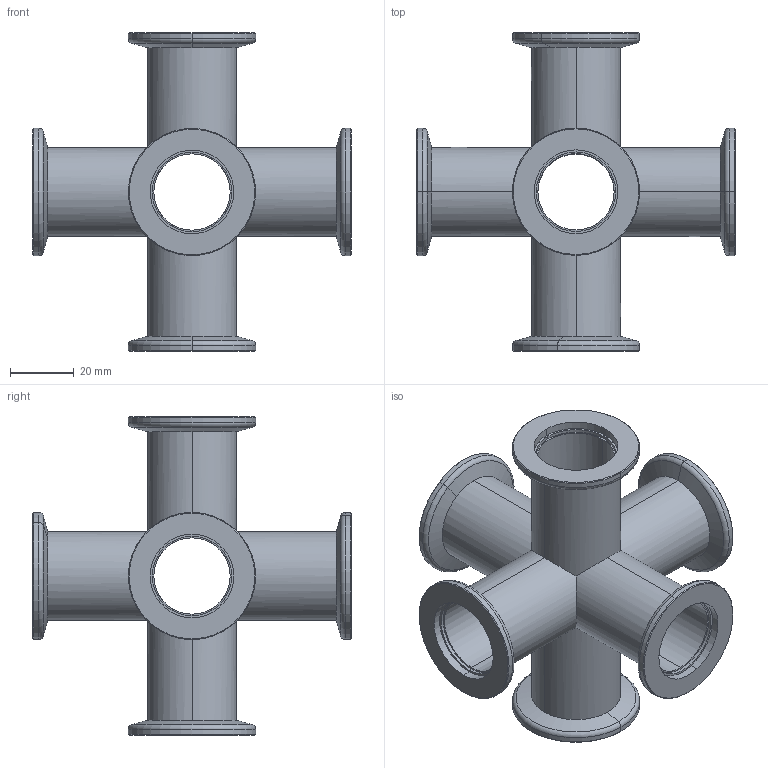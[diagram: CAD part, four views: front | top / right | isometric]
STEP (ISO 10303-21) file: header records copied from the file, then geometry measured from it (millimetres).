
FILE_DESCRIPTION (( 'STEP AP214' ), '1' );
FILE_NAME ('Hositrad_KX6-25-28.STEP', '2011-09-28T12:07:59', ( '' ), ( '' ), 'SwSTEP 2.0', 'SolidWorks 2011', '' );
FILE_SCHEMA (( 'AUTOMOTIVE_DESIGN' ));
Length unit declared in the file: millimetre
Products named in the file (3): Equal6way_25-28; KF25-WS_KF25-28Ws; Hositrad_KX6-25-28
Assembly tree (7 placements, depth 2):
  Hositrad_KX6-25-28
    KF25-WS_KF25-28Ws  x6
    Equal6way_25-28
Bounding box: 100 x 100 x 100 mm (x, y, z)
Volume: 50088.8 mm3; surface area: 48456.5 mm2
Topology: 7 solids, 7 shells, 152 faces, 332 edges, 196 vertices
Faces by surface type: cylinder 72, cone 24, plane 24, torus 12, bspline 12, sphere 8
Entity records: 2700 total; most frequent: CARTESIAN_POINT 1139, ORIENTED_EDGE 324, DIRECTION 306, EDGE_CURVE 162, AXIS2_PLACEMENT_3D 135, VERTEX_POINT 96, EDGE_LOOP 76, CIRCLE 70
